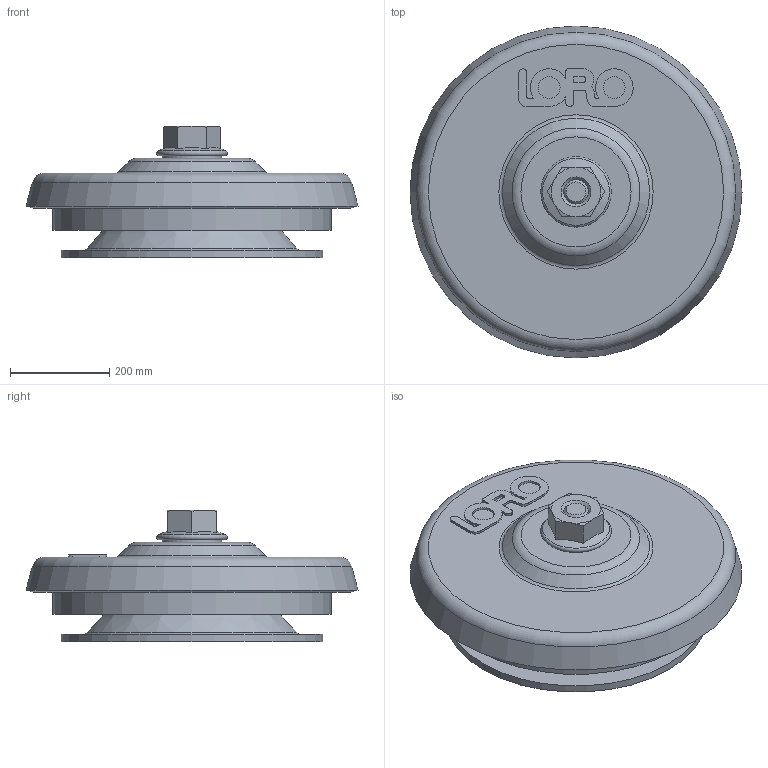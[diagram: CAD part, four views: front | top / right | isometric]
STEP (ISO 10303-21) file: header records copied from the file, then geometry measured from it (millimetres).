
FILE_DESCRIPTION(/* description */ (''),/* implementation_level */ '2;1');
FILE_NAME(/* name */ '00805.050X_3D.stp',/* time_stamp */ '2024-12-11T13:00:46+01:00',/* author */ ('CAD'),/* organization */ (''),/* preprocessor_version */ 'ST-DEVELOPER v20',/* originating_system */ 'AutoCAD Mechanical',/* authorisation */ '');
FILE_SCHEMA (('AUTOMOTIVE_DESIGN { 1 0 10303 214 3 1 1 }'));
Length unit declared in the file: centimetre
Products named in the file (1): Product
Bounding box: 668.45 x 668.45 x 265.5 mm (x, y, z)
Volume: 25723511.7 mm3; surface area: 2123514.6 mm2
Topology: 5 solids, 5 shells, 119 faces, 266 edges, 168 vertices
Faces by surface type: plane 43, cone 37, cylinder 24, torus 15
Full cylindrical faces by diameter (mm): 43.612 x2, 49.17 x1, 60 x2, 65 x1, 120 x1, 360 x1, 527 x1, 560 x1
Entity records: 3419 total; most frequent: CARTESIAN_POINT 627, DIRECTION 625, ORIENTED_EDGE 532, EDGE_CURVE 266, AXIS2_PLACEMENT_3D 258, VERTEX_POINT 168, CIRCLE 138, EDGE_LOOP 138
